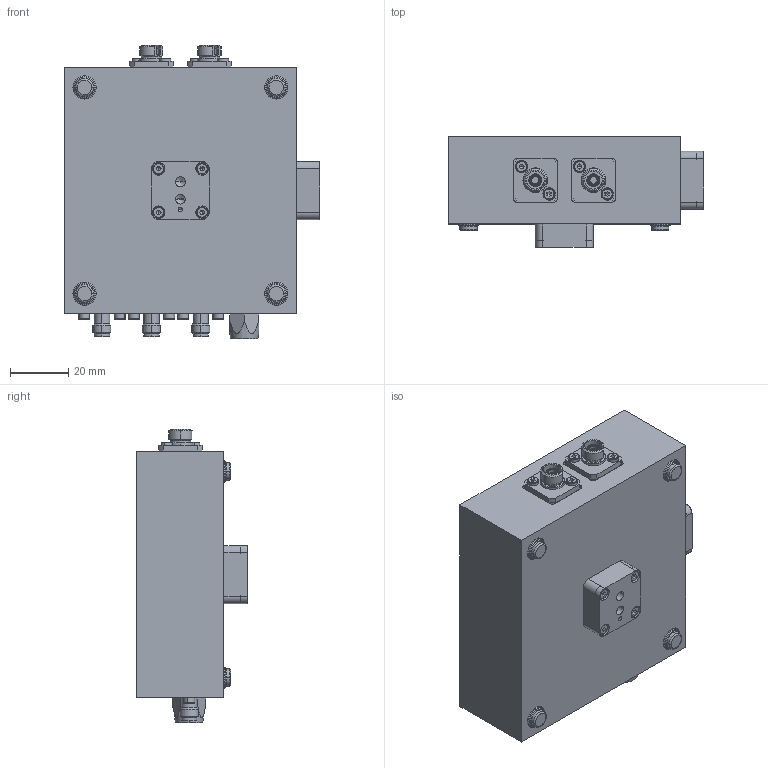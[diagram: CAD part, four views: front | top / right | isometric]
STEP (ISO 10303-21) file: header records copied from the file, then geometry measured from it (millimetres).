
FILE_DESCRIPTION (( 'STEP AP214' ), '1' );
FILE_NAME ('PDB480C-AC Rev C.STEP', '2013-06-12T16:04:00', ( 'tempinstall' ), ( '' ), 'SwSTEP 2.0', 'SolidWorks 2012', '' );
FILE_SCHEMA (( 'AUTOMOTIVE_DESIGN' ));
Length unit declared in the file: millimetre
Products named in the file (14): M0061-02-0009 LED 3MM Flachkopf Gr黱; M0092-0699 Grundkörper PDB480C-AC Rev C; M0075-02-0032 SMABuchse (Rosenberger 32K722-500E3); FCAPCBuchse-03a-Senko switchable (Typ321-102); FCAPCBuchse-03-Senko switchable (Typ321-102); Socket Head Cap Screw_DIN_DIN 912 M2 x 3 --- 3N; M0075-22-0001 PDA10Bx (RKMF); FCAPCBuchse-03b-Senko switchable (Typ321-102); _DIN 912 M2 x 6 --- 6N; _DIN 912 M2 x 10 --- 10N; M0091-90-0003 PDA10Bx (Ger鋞ef黶se); PDB480C-AC Rev C; M0098-0267 Folie PDB480C-AC Rev A_PDB470C; M0092-0377-0A-Befestigungssockel-01
Assembly tree (42 placements, depth 3):
  PDB480C-AC Rev C
    M0092-0699 Grundkörper PDB480C-AC Rev C
    M0075-02-0032 SMABuchse (Rosenberger 32K722-500E3)  x3
    M0075-22-0001 PDA10Bx (RKMF)
    FCAPCBuchse-03-Senko switchable (Typ321-102)  x2
      FCAPCBuchse-03b-Senko switchable (Typ321-102)
      FCAPCBuchse-03a-Senko switchable (Typ321-102)
    Socket Head Cap Screw_DIN_DIN 912 M2 x 3 --- 3N  x7
    _DIN 912 M2 x 6 --- 6N  x10
    M0061-02-0009 LED 3MM Flachkopf Gr黱
    M0098-0267 Folie PDB480C-AC Rev A_PDB470C
    M0092-0377-0A-Befestigungssockel-01  x2
    _DIN 912 M2 x 10 --- 10N  x8
    M0091-90-0003 PDA10Bx (Ger鋞ef黶se)  x4
Bounding box: 88 x 38 x 101 mm (x, y, z)
Volume: 89115.9 mm3; surface area: 58103.4 mm2
Topology: 84 solids, 91 shells, 3098 faces, 7724 edges, 4928 vertices
Faces by surface type: plane 1768, cylinder 542, bspline 444, cone 228, torus 116
Entity records: 105233 total; most frequent: CARTESIAN_POINT 37073, ORIENTED_EDGE 11244, DIRECTION 8969, EDGE_CURVE 5622, LINE 4055, VECTOR 4055, VERTEX_POINT 3711, AXIS2_PLACEMENT_3D 2457
